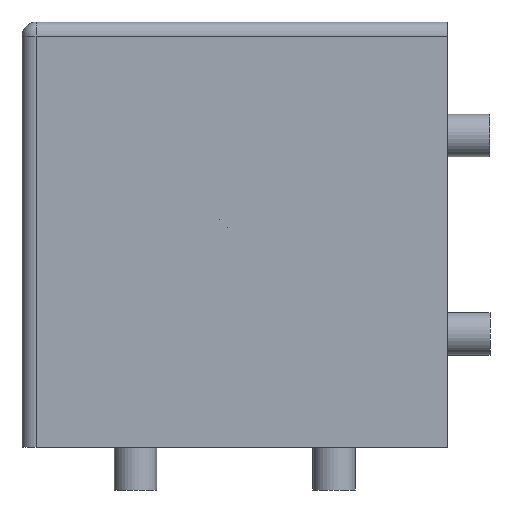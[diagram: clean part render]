
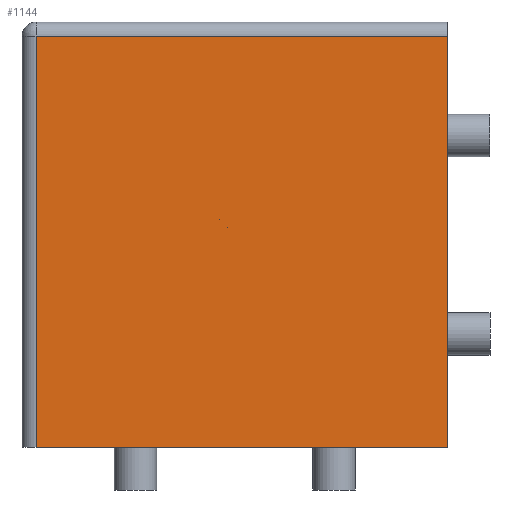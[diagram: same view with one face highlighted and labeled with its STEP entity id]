
A CAD part, left-side view. The second image highlights one B-rep face of the part: STEP entity #1144.
In plain terms, the highlighted planar face has unit normal (-1, 0, 0).
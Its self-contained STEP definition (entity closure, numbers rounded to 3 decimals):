
#497=CARTESIAN_POINT('',(-30.,0.0,0.));
#498=VERTEX_POINT('',#497);
#505=CARTESIAN_POINT('',(-30.,29.0,0.));
#506=VERTEX_POINT('',#505);
#507=CARTESIAN_POINT('',(-30.,0.0,0.));
#508=DIRECTION('',(0.0,1.0,0.0));
#509=VECTOR('',#508,29.0);
#510=LINE('',#507,#509);
#511=EDGE_CURVE('',#498,#506,#510,.T.);
#713=CARTESIAN_POINT('',(-30.,29.0,29.0));
#714=VERTEX_POINT('',#713);
#715=CARTESIAN_POINT('',(-30.,29.0,0.0));
#716=DIRECTION('',(0.0,0.0,1.0));
#717=VECTOR('',#716,29.);
#718=LINE('',#715,#717);
#719=EDGE_CURVE('',#506,#714,#718,.T.);
#744=CARTESIAN_POINT('',(-30.,0.0,29.0));
#745=VERTEX_POINT('',#744);
#770=CARTESIAN_POINT('',(-30.,29.0,29.0));
#771=DIRECTION('',(0.0,-1.0,0.0));
#772=VECTOR('',#771,29.0);
#773=LINE('',#770,#772);
#774=EDGE_CURVE('',#714,#745,#773,.T.);
#1074=CARTESIAN_POINT('',(-30.,0.0,0.));
#1075=DIRECTION('',(0.0,0.0,1.0));
#1076=VECTOR('',#1075,29.0);
#1077=LINE('',#1074,#1076);
#1078=EDGE_CURVE('',#498,#745,#1077,.T.);
#1133=CARTESIAN_POINT('',(-30.,0.0,0.));
#1134=DIRECTION('',(-1.0,0.0,0.0));
#1135=DIRECTION('',(0.0,0.0,1.0));
#1136=AXIS2_PLACEMENT_3D('',#1133,#1134,#1135);
#1137=PLANE('',#1136);
#1138=ORIENTED_EDGE('',*,*,#719,.F.);
#1139=ORIENTED_EDGE('',*,*,#511,.F.);
#1140=ORIENTED_EDGE('',*,*,#1078,.T.);
#1141=ORIENTED_EDGE('',*,*,#774,.F.);
#1142=EDGE_LOOP('',(#1138,#1139,#1140,#1141));
#1143=FACE_OUTER_BOUND('',#1142,.T.);
#1144=ADVANCED_FACE('',(#1143),#1137,.T.);
